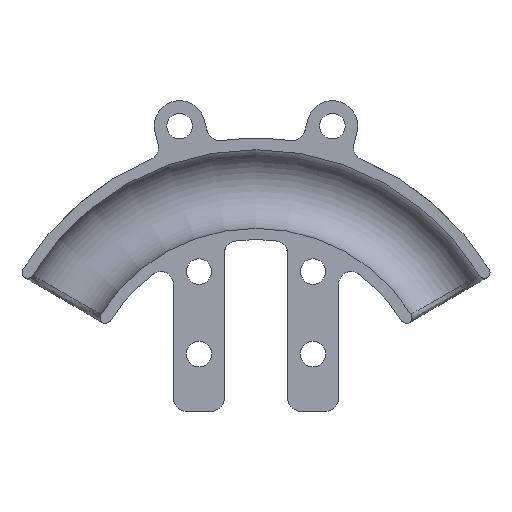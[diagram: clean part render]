
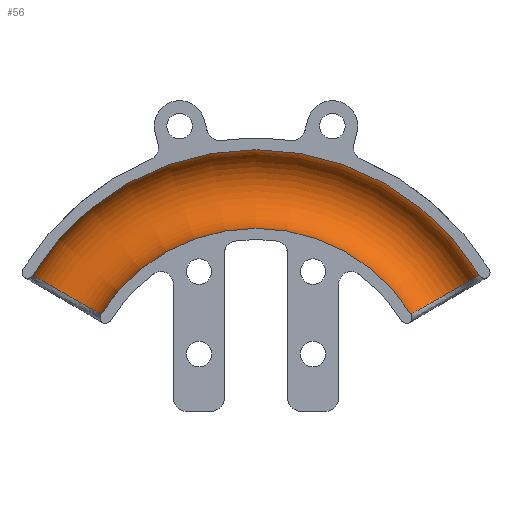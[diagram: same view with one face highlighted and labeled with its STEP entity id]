
A CAD part, front view. The second image highlights one B-rep face of the part: STEP entity #56.
In plain terms, the highlighted toroidal (fillet/blend) face has major radius 35 mm and minor radius 6.2 mm.
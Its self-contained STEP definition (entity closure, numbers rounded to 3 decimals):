
#56=ADVANCED_FACE('',(#718),#720,.F.);
#718=FACE_BOUND('',#719,.T.);
#719=EDGE_LOOP('',(#1492,#1493,#1494,#1495));
#720=TOROIDAL_SURFACE('',#721,35.,6.2);
#721=AXIS2_PLACEMENT_3D('',#722,#723,#724);
#722=CARTESIAN_POINT('',(0.,0.,0.));
#723=DIRECTION('',(0.,1.,0.));
#724=DIRECTION('',(-0.866,0.,0.5));
#1492=ORIENTED_EDGE('',*,*,#1886,.T.);
#1493=ORIENTED_EDGE('',*,*,#1879,.F.);
#1494=ORIENTED_EDGE('',*,*,#1887,.T.);
#1495=ORIENTED_EDGE('',*,*,#1873,.F.);
#1873=EDGE_CURVE('',#2087,#2089,#2090,.T.);
#1879=EDGE_CURVE('',#2099,#2094,#2101,.F.);
#1886=EDGE_CURVE('',#2087,#2094,#2112,.F.);
#1887=EDGE_CURVE('',#2099,#2089,#2113,.T.);
#2087=VERTEX_POINT('',#2726);
#2089=VERTEX_POINT('',#2758);
#2090=B_SPLINE_CURVE_WITH_KNOTS('',3,
(#2759,#2760,#2761,#2762,#2763,#2764,#2765,#2766,#2767,#2768,#2769,#2770,#2771,#2772,
#2773,#2774,#2775,#2776,#2777,#2778,#2779,#2780,#2781,#2782,#2783,#2784,#2785,#2786),
.UNSPECIFIED.,.F.,.F.,
(4,1,1,1,1,1,1,1,1,1,1,1,1,1,1,1,1,1,1,1,1,1,1,1,1,4),
(0.,0.05,0.095,0.135,0.176,0.217,
0.259,0.3,0.34,0.381,0.421,
0.459,0.494,0.527,0.56,0.595,
0.632,0.672,0.712,0.754,0.795,
0.836,0.876,0.915,0.957,1.),
.UNSPECIFIED.);
#2094=VERTEX_POINT('',#2851);
#2099=VERTEX_POINT('',#2915);
#2101=B_SPLINE_CURVE_WITH_KNOTS('',3,
(#2949,#2950,#2951,#2952,#2953,#2954,#2955,#2956,#2957,#2958,#2959,#2960,#2961,#2962,
#2963,#2964,#2965,#2966,#2967,#2968,#2969,#2970,#2971,#2972,#2973,#2974,#2975,#2976),
.UNSPECIFIED.,.F.,.F.,
(4,1,1,1,1,1,1,1,1,1,1,1,1,1,1,1,1,1,1,1,1,1,1,1,1,4),
(0.,0.05,0.095,0.135,0.176,0.217,
0.259,0.3,0.34,0.381,0.421,
0.459,0.494,0.527,0.56,0.595,
0.632,0.672,0.712,0.754,0.795,
0.836,0.876,0.915,0.957,1.),
.UNSPECIFIED.);
#2112=CIRCLE('',#3047,41.2);
#2113=CIRCLE('',#3051,28.8);
#2726=CARTESIAN_POINT('',(35.192,0.,21.423));
#2758=CARTESIAN_POINT('',(24.418,0.,15.27));
#2759=CARTESIAN_POINT('',(35.192,0.,21.423));
#2760=CARTESIAN_POINT('',(35.192,0.326,21.423));
#2761=CARTESIAN_POINT('',(35.15,0.943,21.399));
#2762=CARTESIAN_POINT('',(34.978,1.798,21.3));
#2763=CARTESIAN_POINT('',(34.727,2.564,21.156));
#2764=CARTESIAN_POINT('',(34.403,3.266,20.97));
#2765=CARTESIAN_POINT('',(33.998,3.922,20.738));
#2766=CARTESIAN_POINT('',(33.523,4.513,20.466));
#2767=CARTESIAN_POINT('',(32.988,5.025,20.16));
#2768=CARTESIAN_POINT('',(32.405,5.451,19.826));
#2769=CARTESIAN_POINT('',(31.786,5.785,19.472));
#2770=CARTESIAN_POINT('',(31.15,6.021,19.108));
#2771=CARTESIAN_POINT('',(30.523,6.159,18.75));
#2772=CARTESIAN_POINT('',(29.923,6.211,18.407));
#2773=CARTESIAN_POINT('',(29.348,6.189,18.078));
#2774=CARTESIAN_POINT('',(28.783,6.098,17.756));
#2775=CARTESIAN_POINT('',(28.209,5.934,17.428));
#2776=CARTESIAN_POINT('',(27.62,5.682,17.092));
#2777=CARTESIAN_POINT('',(27.031,5.331,16.756));
#2778=CARTESIAN_POINT('',(26.464,4.882,16.433));
#2779=CARTESIAN_POINT('',(25.945,4.346,16.138));
#2780=CARTESIAN_POINT('',(25.49,3.737,15.879));
#2781=CARTESIAN_POINT('',(25.11,3.071,15.663));
#2782=CARTESIAN_POINT('',(24.812,2.366,15.494));
#2783=CARTESIAN_POINT('',(24.591,1.621,15.368));
#2784=CARTESIAN_POINT('',(24.451,0.831,15.289));
#2785=CARTESIAN_POINT('',(24.418,0.281,15.27));
#2786=CARTESIAN_POINT('',(24.418,0.,15.27));
#2851=CARTESIAN_POINT('',(-35.192,0.,21.423));
#2915=CARTESIAN_POINT('',(-24.418,0.,15.27));
#2949=CARTESIAN_POINT('',(-35.192,0.,21.423));
#2950=CARTESIAN_POINT('',(-35.192,0.326,21.423));
#2951=CARTESIAN_POINT('',(-35.15,0.943,21.399));
#2952=CARTESIAN_POINT('',(-34.978,1.798,21.3));
#2953=CARTESIAN_POINT('',(-34.727,2.564,21.156));
#2954=CARTESIAN_POINT('',(-34.403,3.266,20.97));
#2955=CARTESIAN_POINT('',(-33.998,3.922,20.738));
#2956=CARTESIAN_POINT('',(-33.523,4.513,20.466));
#2957=CARTESIAN_POINT('',(-32.988,5.025,20.16));
#2958=CARTESIAN_POINT('',(-32.405,5.451,19.826));
#2959=CARTESIAN_POINT('',(-31.786,5.785,19.472));
#2960=CARTESIAN_POINT('',(-31.15,6.021,19.108));
#2961=CARTESIAN_POINT('',(-30.523,6.159,18.75));
#2962=CARTESIAN_POINT('',(-29.923,6.211,18.407));
#2963=CARTESIAN_POINT('',(-29.349,6.189,18.079));
#2964=CARTESIAN_POINT('',(-28.784,6.099,17.756));
#2965=CARTESIAN_POINT('',(-28.21,5.934,17.429));
#2966=CARTESIAN_POINT('',(-27.621,5.682,17.093));
#2967=CARTESIAN_POINT('',(-27.031,5.332,16.757));
#2968=CARTESIAN_POINT('',(-26.464,4.883,16.434));
#2969=CARTESIAN_POINT('',(-25.945,4.347,16.138));
#2970=CARTESIAN_POINT('',(-25.491,3.738,15.879));
#2971=CARTESIAN_POINT('',(-25.11,3.072,15.663));
#2972=CARTESIAN_POINT('',(-24.812,2.367,15.494));
#2973=CARTESIAN_POINT('',(-24.591,1.622,15.368));
#2974=CARTESIAN_POINT('',(-24.451,0.831,15.289));
#2975=CARTESIAN_POINT('',(-24.418,0.282,15.27));
#2976=CARTESIAN_POINT('',(-24.418,0.,15.27));
#3047=AXIS2_PLACEMENT_3D('',#3048,#3049,#3050);
#3048=CARTESIAN_POINT('',(0.,0.,0.));
#3049=DIRECTION('',(0.,1.,0.));
#3050=DIRECTION('',(-0.854,0.,0.52));
#3051=AXIS2_PLACEMENT_3D('',#3052,#3053,#3054);
#3052=CARTESIAN_POINT('',(0.,0.,0.));
#3053=DIRECTION('',(0.,1.,0.));
#3054=DIRECTION('',(-0.848,0.,0.53));
